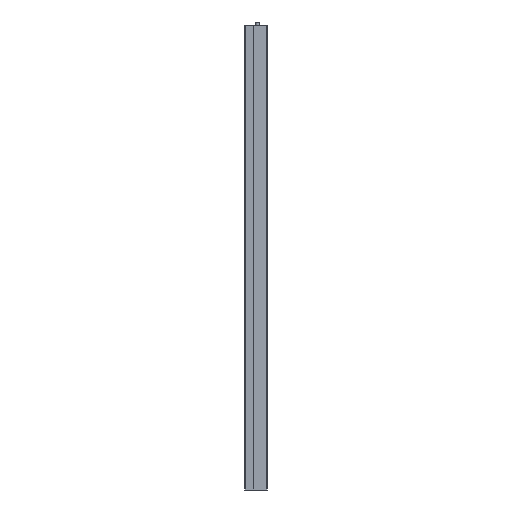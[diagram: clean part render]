
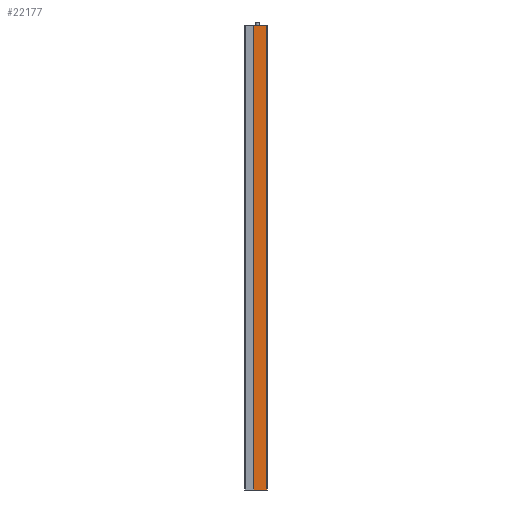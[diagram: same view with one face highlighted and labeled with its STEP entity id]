
A CAD part, left-side view. The second image highlights one B-rep face of the part: STEP entity #22177.
In plain terms, the highlighted planar face has unit normal (-1, 0, 0).
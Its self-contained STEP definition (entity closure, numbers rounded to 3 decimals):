
#831 = CARTESIAN_POINT ( 'NONE',  ( -5.75, 0.3, -479.5 ) ) ;
#953 = CARTESIAN_POINT ( 'NONE',  ( -5.75, 27.938, -479.5 ) ) ;
#1800 = ORIENTED_EDGE ( 'NONE', *, *, #23497, .T. ) ;
#1834 = DIRECTION ( 'NONE',  ( 0., -1., 0. ) ) ;
#2396 = VERTEX_POINT ( 'NONE', #831 ) ;
#2831 = LINE ( 'NONE', #6054, #29387 ) ;
#2982 = DIRECTION ( 'NONE',  ( 0., -1., 0. ) ) ;
#6054 = CARTESIAN_POINT ( 'NONE',  ( -5.75, 0.3, 479.5 ) ) ;
#6773 = CARTESIAN_POINT ( 'NONE',  ( -5.75, 27.938, 479.5 ) ) ;
#7062 = VERTEX_POINT ( 'NONE', #6773 ) ;
#9995 = CARTESIAN_POINT ( 'NONE',  ( -5.75, 27.938, 479.5 ) ) ;
#10140 = LINE ( 'NONE', #29008, #14312 ) ;
#11975 = FACE_OUTER_BOUND ( 'NONE', #30064, .T. ) ;
#14312 = VECTOR ( 'NONE', #2982, 1000. ) ;
#14877 = VECTOR ( 'NONE', #1834, 1000. ) ;
#15337 = LINE ( 'NONE', #9995, #16743 ) ;
#16743 = VECTOR ( 'NONE', #29581, 1000. ) ;
#19075 = CARTESIAN_POINT ( 'NONE',  ( -5.75, 0.3, 479.5 ) ) ;
#19260 = VERTEX_POINT ( 'NONE', #953 ) ;
#19930 = VERTEX_POINT ( 'NONE', #19075 ) ;
#21645 = EDGE_CURVE ( 'NONE', #19260, #2396, #10140, .T. ) ;
#22177 = ADVANCED_FACE ( 'NONE', ( #11975 ), #24123, .F. ) ;
#23497 = EDGE_CURVE ( 'NONE', #7062, #19260, #15337, .T. ) ;
#23549 = CARTESIAN_POINT ( 'NONE',  ( -5.75, 0., 479.5 ) ) ;
#23600 = ORIENTED_EDGE ( 'NONE', *, *, #28617, .T. ) ;
#23730 = DIRECTION ( 'NONE',  ( 0., 0., 1. ) ) ;
#23798 = ORIENTED_EDGE ( 'NONE', *, *, #21645, .T. ) ;
#24123 = PLANE ( 'NONE',  #31919 ) ;
#28076 = DIRECTION ( 'NONE',  ( 0., 1., 0. ) ) ;
#28617 = EDGE_CURVE ( 'NONE', #2396, #19930, #2831, .T. ) ;
#29008 = CARTESIAN_POINT ( 'NONE',  ( -5.75, 0., -479.5 ) ) ;
#29387 = VECTOR ( 'NONE', #23730, 1000. ) ;
#29581 = DIRECTION ( 'NONE',  ( 0., 0., -1. ) ) ;
#30064 = EDGE_LOOP ( 'NONE', ( #23798, #23600, #30955, #1800 ) ) ;
#30955 = ORIENTED_EDGE ( 'NONE', *, *, #31295, .F. ) ;
#31295 = EDGE_CURVE ( 'NONE', #7062, #19930, #36040, .T. ) ;
#31405 = CARTESIAN_POINT ( 'NONE',  ( -5.75, 0., 479.5 ) ) ;
#31919 = AXIS2_PLACEMENT_3D ( 'NONE', #23549, #35142, #28076 ) ;
#35142 = DIRECTION ( 'NONE',  ( 1., 0., 0. ) ) ;
#36040 = LINE ( 'NONE', #31405, #14877 ) ;
